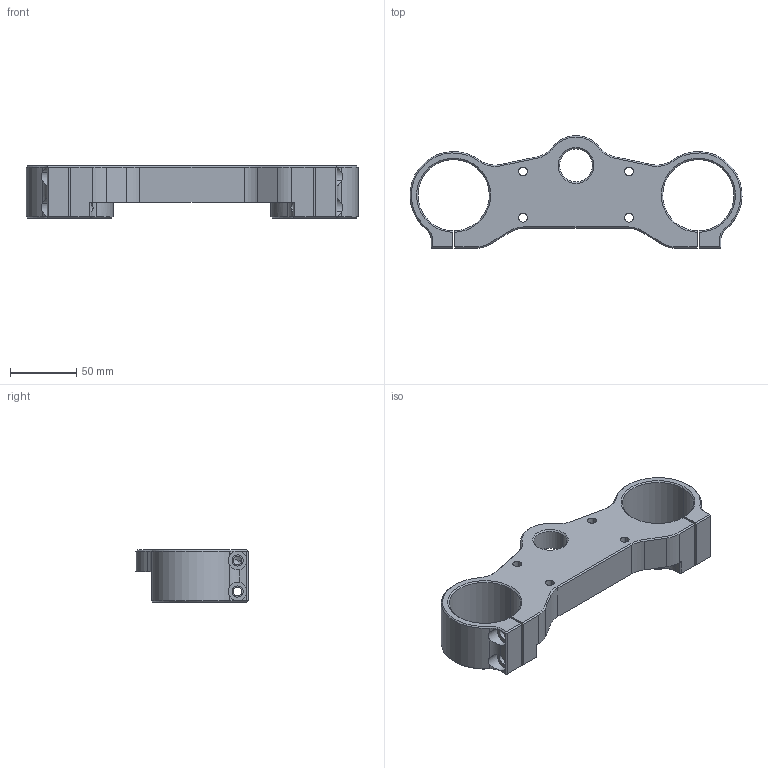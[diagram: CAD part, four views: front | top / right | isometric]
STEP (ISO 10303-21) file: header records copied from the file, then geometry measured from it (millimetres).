
FILE_DESCRIPTION(('CATIA V5 STEP Exchange'),'2;1');
FILE_NAME('te sup.stp','2021-09-28T16:53:36+00:00',('none'),('none'),'CATIA Version 5 Release 21 GA (IN-10)','CATIA V5 STEP AP203','none');
FILE_SCHEMA(('CONFIG_CONTROL_DESIGN'));
Length unit declared in the file: millimetre
Products named in the file (1): té sup
Bounding box: 250.97 x 84.92 x 39.5 mm (x, y, z)
Volume: 218106.5 mm3; surface area: 70318.2 mm2
Topology: 1 solids, 1 shells, 192 faces, 520 edges, 336 vertices
Faces by surface type: cylinder 91, plane 62, cone 39
Entity records: 5781 total; most frequent: CARTESIAN_POINT 1259, ORIENTED_EDGE 1032, DIRECTION 730, EDGE_CURVE 516, AXIS2_PLACEMENT_3D 339, VERTEX_POINT 326, VECTOR 260, LINE 260
